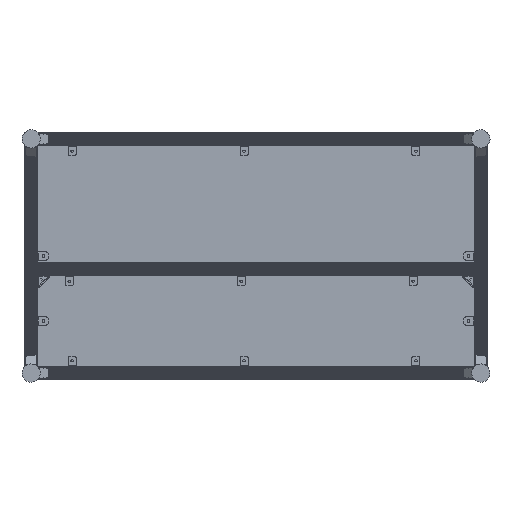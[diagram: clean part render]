
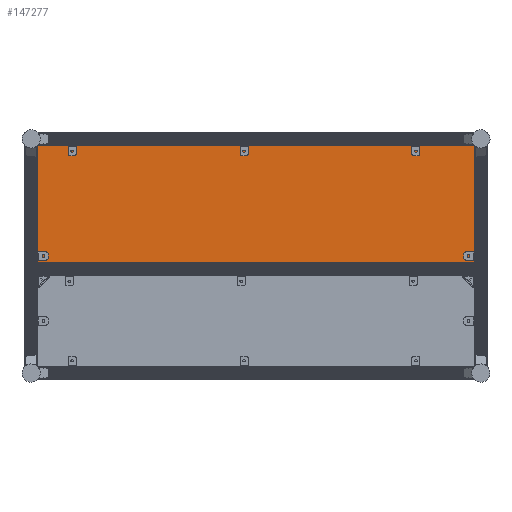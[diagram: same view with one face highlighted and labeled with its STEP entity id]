
A CAD part, front view. The second image highlights one B-rep face of the part: STEP entity #147277.
In plain terms, the highlighted planar face has unit normal (0, -1, 0).
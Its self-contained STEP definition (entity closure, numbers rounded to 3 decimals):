
#1261 = DIRECTION ( 'NONE',  ( 0., 0., 1. ) ) ;
#1286 = LINE ( 'NONE', #33477, #96420 ) ;
#10506 = DIRECTION ( 'NONE',  ( -1., 0., 0. ) ) ;
#11756 = ORIENTED_EDGE ( 'NONE', *, *, #81754, .F. ) ;
#13519 = LINE ( 'NONE', #69381, #125907 ) ;
#25111 = CARTESIAN_POINT ( 'NONE',  ( 0., 0., 0. ) ) ;
#33477 = CARTESIAN_POINT ( 'NONE',  ( 0., 0., -760. ) ) ;
#34372 = CARTESIAN_POINT ( 'NONE',  ( 1500., 0., 0. ) ) ;
#34820 = EDGE_CURVE ( 'NONE', #149219, #118380, #1286, .T. ) ;
#54019 = ORIENTED_EDGE ( 'NONE', *, *, #34820, .F. ) ;
#58275 = VERTEX_POINT ( 'NONE', #143086 ) ;
#59191 = VERTEX_POINT ( 'NONE', #129265 ) ;
#69381 = CARTESIAN_POINT ( 'NONE',  ( 0., 0., 0. ) ) ;
#69563 = CARTESIAN_POINT ( 'NONE',  ( 0., 0., -760. ) ) ;
#69609 = EDGE_CURVE ( 'NONE', #118380, #59191, #13519, .T. ) ;
#70236 = PLANE ( 'NONE',  #122427 ) ;
#75402 = DIRECTION ( 'NONE',  ( 1., 0., 0. ) ) ;
#78684 = CARTESIAN_POINT ( 'NONE',  ( 1500., 0., -760. ) ) ;
#81754 = EDGE_CURVE ( 'NONE', #58275, #149219, #142275, .T. ) ;
#84032 = DIRECTION ( 'NONE',  ( 0., 0., -1. ) ) ;
#91839 = VECTOR ( 'NONE', #128516, 1000. ) ;
#94726 = FACE_OUTER_BOUND ( 'NONE', #129270, .T. ) ;
#96420 = VECTOR ( 'NONE', #10506, 1000. ) ;
#97639 = CARTESIAN_POINT ( 'NONE',  ( 0., 0., 0. ) ) ;
#99265 = ORIENTED_EDGE ( 'NONE', *, *, #69609, .F. ) ;
#103964 = EDGE_CURVE ( 'NONE', #59191, #58275, #109132, .T. ) ;
#109132 = LINE ( 'NONE', #97639, #148094 ) ;
#111865 = ORIENTED_EDGE ( 'NONE', *, *, #103964, .F. ) ;
#118380 = VERTEX_POINT ( 'NONE', #69563 ) ;
#122427 = AXIS2_PLACEMENT_3D ( 'NONE', #25111, #142221, #84032 ) ;
#125907 = VECTOR ( 'NONE', #1261, 1000. ) ;
#128516 = DIRECTION ( 'NONE',  ( 0., 0., -1. ) ) ;
#129265 = CARTESIAN_POINT ( 'NONE',  ( 0., 0., 0. ) ) ;
#129270 = EDGE_LOOP ( 'NONE', ( #99265, #54019, #11756, #111865 ) ) ;
#142221 = DIRECTION ( 'NONE',  ( 0., -1., 0. ) ) ;
#142275 = LINE ( 'NONE', #34372, #91839 ) ;
#143086 = CARTESIAN_POINT ( 'NONE',  ( 1500., 0., 0. ) ) ;
#147277 = ADVANCED_FACE ( 'NONE', ( #94726 ), #70236, .T. ) ;
#148094 = VECTOR ( 'NONE', #75402, 1000. ) ;
#149219 = VERTEX_POINT ( 'NONE', #78684 ) ;
